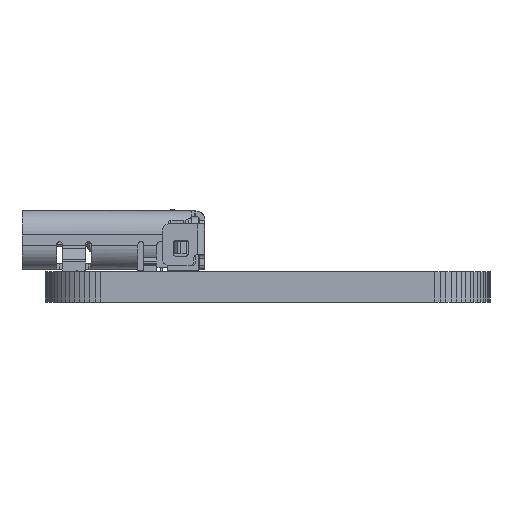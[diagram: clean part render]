
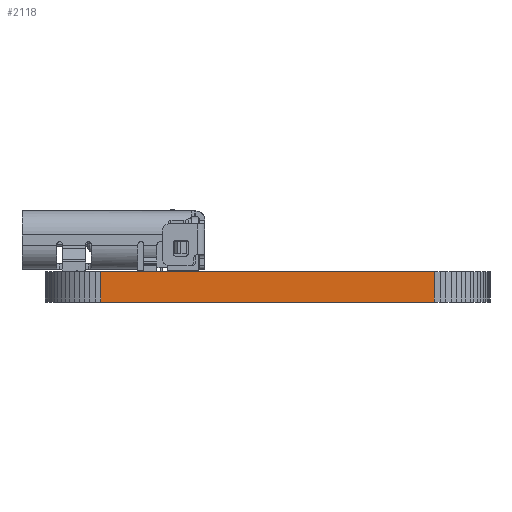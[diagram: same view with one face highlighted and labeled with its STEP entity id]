
A CAD part, front view. The second image highlights one B-rep face of the part: STEP entity #2118.
In plain terms, the highlighted planar face has unit normal (0, -1, 0).
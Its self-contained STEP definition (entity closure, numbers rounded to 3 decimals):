
#2060 = EDGE_CURVE('',#2061,#2063,#2065,.T.);
#2061 = VERTEX_POINT('',#2062);
#2062 = CARTESIAN_POINT('',(13.5,-17.5,-0.82));
#2063 = VERTEX_POINT('',#2064);
#2064 = CARTESIAN_POINT('',(13.5,-17.5,0.82));
#2065 = LINE('',#2066,#2067);
#2066 = CARTESIAN_POINT('',(13.5,-17.5,-0.82));
#2067 = VECTOR('',#2068,1.);
#2068 = DIRECTION('',(0.,0.,1.));
#2093 = VERTEX_POINT('',#2094);
#2094 = CARTESIAN_POINT('',(-4.5,-17.5,0.82));
#2100 = EDGE_CURVE('',#2101,#2093,#2103,.T.);
#2101 = VERTEX_POINT('',#2102);
#2102 = CARTESIAN_POINT('',(-4.5,-17.5,-0.82));
#2103 = LINE('',#2104,#2105);
#2104 = CARTESIAN_POINT('',(-4.5,-17.5,-0.82));
#2105 = VECTOR('',#2106,1.);
#2106 = DIRECTION('',(0.,0.,1.));
#2118 = ADVANCED_FACE('',(#2119),#2135,.F.);
#2119 = FACE_BOUND('',#2120,.F.);
#2120 = EDGE_LOOP('',(#2121,#2122,#2128,#2129));
#2121 = ORIENTED_EDGE('',*,*,#2100,.T.);
#2122 = ORIENTED_EDGE('',*,*,#2123,.T.);
#2123 = EDGE_CURVE('',#2093,#2063,#2124,.T.);
#2124 = LINE('',#2125,#2126);
#2125 = CARTESIAN_POINT('',(-4.5,-17.5,0.82));
#2126 = VECTOR('',#2127,1.);
#2127 = DIRECTION('',(1.,0.,0.));
#2128 = ORIENTED_EDGE('',*,*,#2060,.F.);
#2129 = ORIENTED_EDGE('',*,*,#2130,.F.);
#2130 = EDGE_CURVE('',#2101,#2061,#2131,.T.);
#2131 = LINE('',#2132,#2133);
#2132 = CARTESIAN_POINT('',(-4.5,-17.5,-0.82));
#2133 = VECTOR('',#2134,1.);
#2134 = DIRECTION('',(1.,0.,0.));
#2135 = PLANE('',#2136);
#2136 = AXIS2_PLACEMENT_3D('',#2137,#2138,#2139);
#2137 = CARTESIAN_POINT('',(-4.5,-17.5,-0.82));
#2138 = DIRECTION('',(0.,1.,0.));
#2139 = DIRECTION('',(1.,0.,0.));
